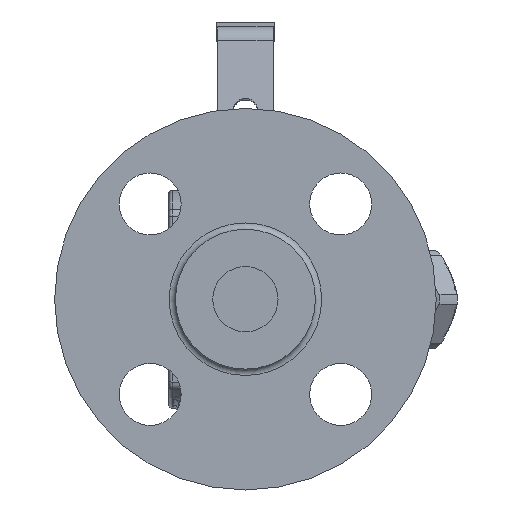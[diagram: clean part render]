
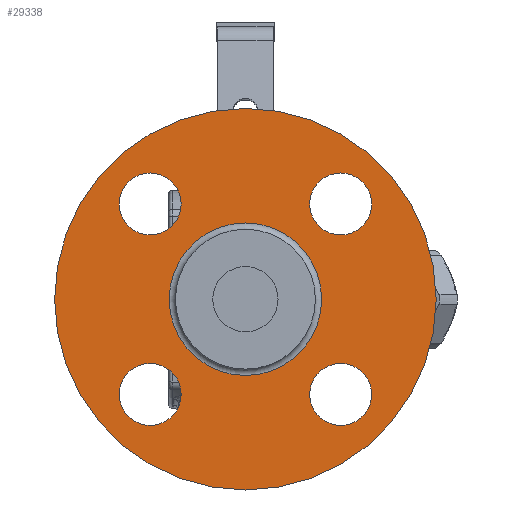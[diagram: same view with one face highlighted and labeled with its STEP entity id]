
A CAD part, left-side view. The second image highlights one B-rep face of the part: STEP entity #29338.
In plain terms, the highlighted planar face has unit normal (-1, 0, 0).
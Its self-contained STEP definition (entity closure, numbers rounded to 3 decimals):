
#6151=FACE_BOUND('',#8179,.T.);
#6152=FACE_BOUND('',#8180,.T.);
#6153=FACE_BOUND('',#8181,.T.);
#6154=FACE_BOUND('',#8182,.T.);
#6155=FACE_BOUND('',#8183,.T.);
#6342=FACE_OUTER_BOUND('',#8178,.T.);
#8178=EDGE_LOOP('',(#19579,#19580));
#8179=EDGE_LOOP('',(#19581,#19582));
#8180=EDGE_LOOP('',(#19583,#19584));
#8181=EDGE_LOOP('',(#19585,#19586));
#8182=EDGE_LOOP('',(#19587,#19588));
#8183=EDGE_LOOP('',(#19589));
#10189=CIRCLE('',#31265,23.386);
#10193=CIRCLE('',#31270,58.5);
#10194=CIRCLE('',#31271,58.5);
#10195=CIRCLE('',#31272,9.5);
#10196=CIRCLE('',#31273,9.5);
#10197=CIRCLE('',#31274,9.5);
#10198=CIRCLE('',#31275,9.5);
#10199=CIRCLE('',#31276,9.5);
#10200=CIRCLE('',#31277,9.5);
#10201=CIRCLE('',#31278,9.5);
#10202=CIRCLE('',#31279,9.5);
#11967=VERTEX_POINT('',#43776);
#11970=VERTEX_POINT('',#43784);
#11971=VERTEX_POINT('',#43785);
#11972=VERTEX_POINT('',#43788);
#11973=VERTEX_POINT('',#43789);
#11974=VERTEX_POINT('',#43792);
#11975=VERTEX_POINT('',#43793);
#11976=VERTEX_POINT('',#43796);
#11977=VERTEX_POINT('',#43797);
#11978=VERTEX_POINT('',#43800);
#11979=VERTEX_POINT('',#43801);
#14854=EDGE_CURVE('',#11967,#11967,#10189,.T.);
#14858=EDGE_CURVE('',#11970,#11971,#10193,.T.);
#14859=EDGE_CURVE('',#11971,#11970,#10194,.T.);
#14860=EDGE_CURVE('',#11972,#11973,#10195,.T.);
#14861=EDGE_CURVE('',#11973,#11972,#10196,.T.);
#14862=EDGE_CURVE('',#11974,#11975,#10197,.T.);
#14863=EDGE_CURVE('',#11975,#11974,#10198,.T.);
#14864=EDGE_CURVE('',#11976,#11977,#10199,.T.);
#14865=EDGE_CURVE('',#11977,#11976,#10200,.T.);
#14866=EDGE_CURVE('',#11978,#11979,#10201,.T.);
#14867=EDGE_CURVE('',#11979,#11978,#10202,.T.);
#19579=ORIENTED_EDGE('',*,*,#14858,.F.);
#19580=ORIENTED_EDGE('',*,*,#14859,.F.);
#19581=ORIENTED_EDGE('',*,*,#14860,.T.);
#19582=ORIENTED_EDGE('',*,*,#14861,.T.);
#19583=ORIENTED_EDGE('',*,*,#14862,.T.);
#19584=ORIENTED_EDGE('',*,*,#14863,.T.);
#19585=ORIENTED_EDGE('',*,*,#14864,.T.);
#19586=ORIENTED_EDGE('',*,*,#14865,.T.);
#19587=ORIENTED_EDGE('',*,*,#14866,.T.);
#19588=ORIENTED_EDGE('',*,*,#14867,.T.);
#19589=ORIENTED_EDGE('',*,*,#14854,.F.);
#28635=PLANE('',#31269);
#29338=ADVANCED_FACE('',(#6342,#6151,#6152,#6153,#6154,#6155),#28635,.F.);
#31265=AXIS2_PLACEMENT_3D('',#43777,#35000,#35001);
#31269=AXIS2_PLACEMENT_3D('',#43783,#35008,#35009);
#31270=AXIS2_PLACEMENT_3D('',#43786,#35010,#35011);
#31271=AXIS2_PLACEMENT_3D('',#43787,#35012,#35013);
#31272=AXIS2_PLACEMENT_3D('',#43790,#35014,#35015);
#31273=AXIS2_PLACEMENT_3D('',#43791,#35016,#35017);
#31274=AXIS2_PLACEMENT_3D('',#43794,#35018,#35019);
#31275=AXIS2_PLACEMENT_3D('',#43795,#35020,#35021);
#31276=AXIS2_PLACEMENT_3D('',#43798,#35022,#35023);
#31277=AXIS2_PLACEMENT_3D('',#43799,#35024,#35025);
#31278=AXIS2_PLACEMENT_3D('',#43802,#35026,#35027);
#31279=AXIS2_PLACEMENT_3D('',#43803,#35028,#35029);
#35000=DIRECTION('center_axis',(-1.,0.,0.));
#35001=DIRECTION('ref_axis',(0.,0.,-1.));
#35008=DIRECTION('center_axis',(1.,0.,0.));
#35009=DIRECTION('ref_axis',(0.,0.,
1.));
#35010=DIRECTION('center_axis',(1.,0.,0.));
#35011=DIRECTION('ref_axis',(0.,0.,
1.));
#35012=DIRECTION('center_axis',(1.,0.,0.));
#35013=DIRECTION('ref_axis',(0.,0.,
1.));
#35014=DIRECTION('center_axis',(1.,0.,0.));
#35015=DIRECTION('ref_axis',(0.,0.,-1.));
#35016=DIRECTION('center_axis',(1.,0.,0.));
#35017=DIRECTION('ref_axis',(0.,0.,-1.));
#35018=DIRECTION('center_axis',(1.,0.,0.));
#35019=DIRECTION('ref_axis',(0.,1.,0.));
#35020=DIRECTION('center_axis',(1.,0.,0.));
#35021=DIRECTION('ref_axis',(0.,1.,0.));
#35022=DIRECTION('center_axis',(1.,0.,0.));
#35023=DIRECTION('ref_axis',(0.,0.,
1.));
#35024=DIRECTION('center_axis',(1.,0.,0.));
#35025=DIRECTION('ref_axis',(0.,0.,
1.));
#35026=DIRECTION('center_axis',(1.,0.,0.));
#35027=DIRECTION('ref_axis',(0.,-1.,0.));
#35028=DIRECTION('center_axis',(1.,0.,0.));
#35029=DIRECTION('ref_axis',(0.,-1.,0.));
#43776=CARTESIAN_POINT('',(-300.835,29.163,23.636));
#43777=CARTESIAN_POINT('Origin',(-300.835,29.163,0.25));
#43783=CARTESIAN_POINT('Origin',(-300.835,29.163,0.25));
#43784=CARTESIAN_POINT('',(-300.835,29.163,58.75));
#43785=CARTESIAN_POINT('',(-300.835,29.163,-58.25));
#43786=CARTESIAN_POINT('Origin',(-300.835,29.163,0.25));
#43787=CARTESIAN_POINT('Origin',(-300.835,29.163,0.25));
#43788=CARTESIAN_POINT('',(-300.835,-0.041,-38.454));
#43789=CARTESIAN_POINT('',(-300.835,-0.041,-19.454));
#43790=CARTESIAN_POINT('Origin',(-300.835,-0.041,
-28.954));
#43791=CARTESIAN_POINT('Origin',(-300.835,-0.041,
-28.954));
#43792=CARTESIAN_POINT('',(-300.835,67.866,-28.954));
#43793=CARTESIAN_POINT('',(-300.835,48.866,-28.954));
#43794=CARTESIAN_POINT('Origin',(-300.835,58.366,-28.954));
#43795=CARTESIAN_POINT('Origin',(-300.835,58.366,-28.954));
#43796=CARTESIAN_POINT('',(-300.835,58.366,38.954));
#43797=CARTESIAN_POINT('',(-300.835,58.366,19.954));
#43798=CARTESIAN_POINT('Origin',(-300.835,58.366,29.454));
#43799=CARTESIAN_POINT('Origin',(-300.835,58.366,29.454));
#43800=CARTESIAN_POINT('',(-300.835,-9.541,29.454));
#43801=CARTESIAN_POINT('',(-300.835,9.459,29.454));
#43802=CARTESIAN_POINT('Origin',(-300.835,-0.041,
29.454));
#43803=CARTESIAN_POINT('Origin',(-300.835,-0.041,
29.454));
